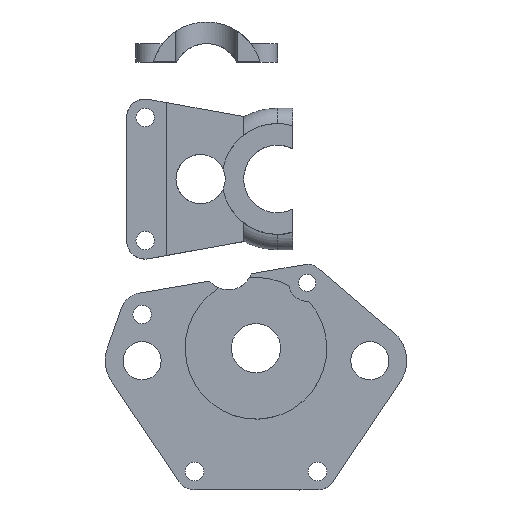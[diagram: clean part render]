
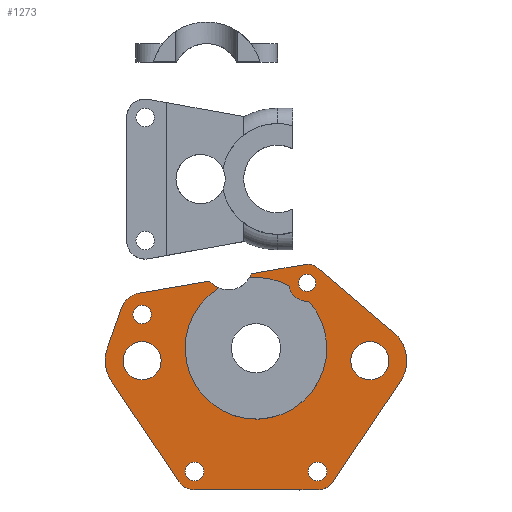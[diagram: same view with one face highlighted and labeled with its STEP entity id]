
A CAD part, top view. The second image highlights one B-rep face of the part: STEP entity #1273.
In plain terms, the highlighted planar face has unit normal (0, 0, 1).
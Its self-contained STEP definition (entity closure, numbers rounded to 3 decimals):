
#263=FACE_BOUND('',#378,.T.);
#264=FACE_BOUND('',#379,.T.);
#265=FACE_BOUND('',#380,.T.);
#266=FACE_BOUND('',#381,.T.);
#267=FACE_BOUND('',#382,.T.);
#268=FACE_BOUND('',#383,.T.);
#296=FACE_OUTER_BOUND('',#377,.T.);
#377=EDGE_LOOP('',(#927,#928,#929,#930,#931,#932));
#378=EDGE_LOOP('',(#933));
#379=EDGE_LOOP('',(#934));
#380=EDGE_LOOP('',(#935));
#381=EDGE_LOOP('',(#936));
#382=EDGE_LOOP('',(#937));
#383=EDGE_LOOP('',(#938));
#453=(
BOUNDED_CURVE()
B_SPLINE_CURVE(2,(#2027,#2028,#2029,#2030,#2031,#2032,#2033,#2034,#2035,
#2036,#2037,#2038,#2039,#2040,#2041,#2042,#2043,#2044,#2045,#2046,#2047,
#2048,#2049,#2050,#2051,#2052,#2053),.UNSPECIFIED.,.F.,.F.)
B_SPLINE_CURVE_WITH_KNOTS((3,2,2,2,2,2,2,2,2,2,2,2,2,3),(15.597,
27.29,30.999,38.071,43.664,63.343,
66.278,86.278,89.213,108.892,117.633,
133.593,136.226,144.893),.UNSPECIFIED.)
CURVE()
GEOMETRIC_REPRESENTATION_ITEM()
RATIONAL_B_SPLINE_CURVE((1.,1.,1.,0.863,1.,1.,1.,0.893,
1.,1.,1.,0.883,1.,1.,1.,0.883,1.,1.,1.,0.746,
1.,1.,1.,0.905,1.,1.,1.))
REPRESENTATION_ITEM('')
);
#470=CIRCLE('',#1369,1.5);
#471=CIRCLE('',#1371,1.5);
#472=CIRCLE('',#1373,1.5);
#473=CIRCLE('',#1375,3.1);
#474=CIRCLE('',#1377,3.1);
#475=CIRCLE('',#1379,1.4);
#477=CIRCLE('',#1382,4.);
#478=CIRCLE('',#1383,4.);
#480=CIRCLE('',#1386,11.5);
#482=CIRCLE('',#1389,3.);
#484=CIRCLE('',#1392,11.5);
#549=VERTEX_POINT('',#2024);
#550=VERTEX_POINT('',#2026);
#557=VERTEX_POINT('',#2076);
#558=VERTEX_POINT('',#2080);
#559=VERTEX_POINT('',#2084);
#560=VERTEX_POINT('',#2088);
#561=VERTEX_POINT('',#2092);
#562=VERTEX_POINT('',#2096);
#564=VERTEX_POINT('',#2101);
#566=VERTEX_POINT('',#2105);
#568=VERTEX_POINT('',#2111);
#570=VERTEX_POINT('',#2117);
#672=EDGE_CURVE('',#550,#549,#453,.T.);
#685=EDGE_CURVE('',#557,#557,#470,.T.);
#687=EDGE_CURVE('',#558,#558,#471,.T.);
#689=EDGE_CURVE('',#559,#559,#472,.T.);
#691=EDGE_CURVE('',#560,#560,#473,.T.);
#693=EDGE_CURVE('',#561,#561,#474,.T.);
#695=EDGE_CURVE('',#562,#562,#475,.T.);
#699=EDGE_CURVE('',#549,#566,#477,.T.);
#700=EDGE_CURVE('',#564,#550,#478,.T.);
#703=EDGE_CURVE('',#564,#568,#480,.T.);
#706=EDGE_CURVE('',#568,#570,#482,.T.);
#708=EDGE_CURVE('',#570,#566,#484,.T.);
#927=ORIENTED_EDGE('',*,*,#700,.T.);
#928=ORIENTED_EDGE('',*,*,#672,.T.);
#929=ORIENTED_EDGE('',*,*,#699,.T.);
#930=ORIENTED_EDGE('',*,*,#708,.F.);
#931=ORIENTED_EDGE('',*,*,#706,.F.);
#932=ORIENTED_EDGE('',*,*,#703,.F.);
#933=ORIENTED_EDGE('',*,*,#685,.T.);
#934=ORIENTED_EDGE('',*,*,#687,.T.);
#935=ORIENTED_EDGE('',*,*,#689,.T.);
#936=ORIENTED_EDGE('',*,*,#691,.T.);
#937=ORIENTED_EDGE('',*,*,#693,.T.);
#938=ORIENTED_EDGE('',*,*,#695,.T.);
#1230=PLANE('',#1393);
#1273=ADVANCED_FACE('',(#296,#263,#264,#265,#266,#267,#268),#1230,.T.);
#1369=AXIS2_PLACEMENT_3D('',#2078,#1564,#1565);
#1371=AXIS2_PLACEMENT_3D('',#2082,#1569,#1570);
#1373=AXIS2_PLACEMENT_3D('',#2086,#1574,#1575);
#1375=AXIS2_PLACEMENT_3D('',#2090,#1579,#1580);
#1377=AXIS2_PLACEMENT_3D('',#2094,#1584,#1585);
#1379=AXIS2_PLACEMENT_3D('',#2098,#1589,#1590);
#1382=AXIS2_PLACEMENT_3D('',#2107,#1597,#1598);
#1383=AXIS2_PLACEMENT_3D('',#2108,#1599,#1600);
#1386=AXIS2_PLACEMENT_3D('',#2114,#1606,#1607);
#1389=AXIS2_PLACEMENT_3D('',#2120,#1613,#1614);
#1392=AXIS2_PLACEMENT_3D('',#2123,#1619,#1620);
#1393=AXIS2_PLACEMENT_3D('',#2124,#1621,#1622);
#1564=DIRECTION('center_axis',(0.,0.,
-1.));
#1565=DIRECTION('ref_axis',(0.581,-0.814,0.));
#1569=DIRECTION('center_axis',(0.,0.,
-1.));
#1570=DIRECTION('ref_axis',(0.814,0.581,0.));
#1574=DIRECTION('center_axis',(0.,0.,
-1.));
#1575=DIRECTION('ref_axis',(-0.814,-0.581,0.));
#1579=DIRECTION('center_axis',(0.,0.,
-1.));
#1580=DIRECTION('ref_axis',(0.814,0.581,0.));
#1584=DIRECTION('center_axis',(0.,0.,
-1.));
#1585=DIRECTION('ref_axis',(0.814,0.581,0.));
#1589=DIRECTION('center_axis',(0.,0.,
-1.));
#1590=DIRECTION('ref_axis',(0.814,0.581,0.));
#1597=DIRECTION('center_axis',(0.,0.,-1.));
#1598=DIRECTION('ref_axis',(0.859,-0.512,0.));
#1599=DIRECTION('center_axis',(0.,0.,
-1.));
#1600=DIRECTION('ref_axis',(-0.769,-0.64,0.));
#1606=DIRECTION('center_axis',(0.,0.,
1.));
#1607=DIRECTION('ref_axis',(0.746,0.666,0.));
#1613=DIRECTION('center_axis',(0.,0.,
-1.));
#1614=DIRECTION('ref_axis',(-0.988,-0.153,0.));
#1619=DIRECTION('center_axis',(0.,0.,
1.));
#1620=DIRECTION('ref_axis',(-0.093,0.996,0.));
#1621=DIRECTION('center_axis',(0.,0.,1.));
#1622=DIRECTION('ref_axis',(1.,0.,0.));
#2024=CARTESIAN_POINT('',(52.255,-4.878,4.));
#2026=CARTESIAN_POINT('',(45.426,-6.059,4.));
#2027=CARTESIAN_POINT('Ctrl Pts',(45.426,-6.059,4.));
#2028=CARTESIAN_POINT('Ctrl Pts',(39.665,-7.055,4.));
#2029=CARTESIAN_POINT('Ctrl Pts',(33.904,-8.051,4.));
#2030=CARTESIAN_POINT('Ctrl Pts',(31.884,-8.4,4.));
#2031=CARTESIAN_POINT('Ctrl Pts',(31.2,-10.333,4.));
#2032=CARTESIAN_POINT('Ctrl Pts',(30.022,-13.667,4.));
#2033=CARTESIAN_POINT('Ctrl Pts',(28.843,-17.,4.));
#2034=CARTESIAN_POINT('Ctrl Pts',(27.837,-19.846,4.));
#2035=CARTESIAN_POINT('Ctrl Pts',(29.523,-22.35,4.));
#2036=CARTESIAN_POINT('Ctrl Pts',(35.017,-30.513,4.));
#2037=CARTESIAN_POINT('Ctrl Pts',(40.511,-38.675,4.));
#2038=CARTESIAN_POINT('Ctrl Pts',(41.403,-40.,4.));
#2039=CARTESIAN_POINT('Ctrl Pts',(43.,-40.,4.));
#2040=CARTESIAN_POINT('Ctrl Pts',(53.,-40.,4.));
#2041=CARTESIAN_POINT('Ctrl Pts',(63.,-40.,4.));
#2042=CARTESIAN_POINT('Ctrl Pts',(64.597,-40.,4.));
#2043=CARTESIAN_POINT('Ctrl Pts',(65.489,-38.675,4.));
#2044=CARTESIAN_POINT('Ctrl Pts',(70.983,-30.513,4.));
#2045=CARTESIAN_POINT('Ctrl Pts',(76.477,-22.35,4.));
#2046=CARTESIAN_POINT('Ctrl Pts',(79.466,-17.91,4.));
#2047=CARTESIAN_POINT('Ctrl Pts',(75.395,-14.436,4.));
#2048=CARTESIAN_POINT('Ctrl Pts',(69.324,-9.256,4.));
#2049=CARTESIAN_POINT('Ctrl Pts',(63.253,-4.076,4.));
#2050=CARTESIAN_POINT('Ctrl Pts',(62.182,-3.162,4.));
#2051=CARTESIAN_POINT('Ctrl Pts',(60.795,-3.402,4.));
#2052=CARTESIAN_POINT('Ctrl Pts',(56.525,-4.14,4.));
#2053=CARTESIAN_POINT('Ctrl Pts',(52.255,-4.878,4.));
#2076=CARTESIAN_POINT('',(43.,-35.5,4.));
#2078=CARTESIAN_POINT('Origin',(43.,-37.,4.));
#2080=CARTESIAN_POINT('',(61.5,-37.,4.));
#2082=CARTESIAN_POINT('Origin',(63.,-37.,4.));
#2084=CARTESIAN_POINT('',(36.,-11.5,4.));
#2086=CARTESIAN_POINT('Origin',(34.5,-11.5,4.));
#2088=CARTESIAN_POINT('',(31.4,-19.,4.));
#2090=CARTESIAN_POINT('Origin',(34.5,-19.,4.));
#2092=CARTESIAN_POINT('',(68.4,-19.,4.));
#2094=CARTESIAN_POINT('Origin',(71.5,-19.,4.));
#2096=CARTESIAN_POINT('',(59.906,-6.358,4.));
#2098=CARTESIAN_POINT('Origin',(61.306,-6.358,4.));
#2101=CARTESIAN_POINT('',(46.982,-7.201,4.));
#2105=CARTESIAN_POINT('',(51.935,-5.549,4.));
#2107=CARTESIAN_POINT('Origin',(48.5,-3.5,4.));
#2108=CARTESIAN_POINT('Origin',(48.5,-3.5,4.));
#2111=CARTESIAN_POINT('',(61.582,-9.345,4.));
#2114=CARTESIAN_POINT('Origin',(53.,-17.,4.));
#2117=CARTESIAN_POINT('',(58.341,-6.816,4.));
#2120=CARTESIAN_POINT('Origin',(61.306,-6.358,4.));
#2123=CARTESIAN_POINT('Origin',(53.,-17.,4.));
#2124=CARTESIAN_POINT('Origin',(57.066,-7.864,4.));
